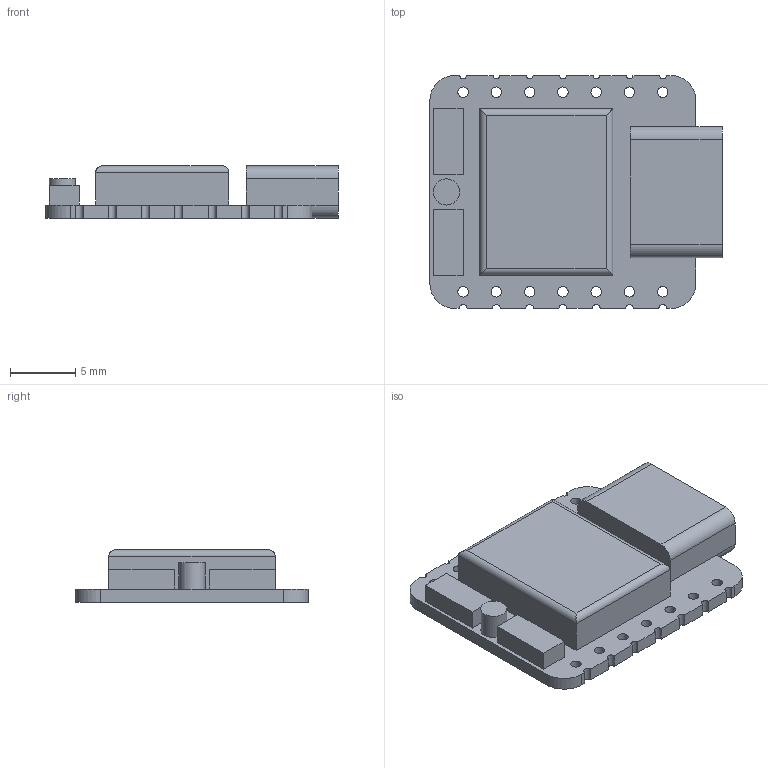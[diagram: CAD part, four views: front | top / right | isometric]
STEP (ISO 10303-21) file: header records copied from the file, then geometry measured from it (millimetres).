
FILE_DESCRIPTION(('FreeCAD Model'),'2;1');
FILE_NAME('Open CASCADE Shape Model','2024-09-15T21:00:22',(''),(''), 'Open CASCADE STEP processor 7.7','FreeCAD','Unknown');
FILE_SCHEMA(('AUTOMOTIVE_DESIGN { 1 0 10303 214 1 1 1 1 }'));
Length unit declared in the file: millimetre
Products named in the file (1): Body002
Bounding box: 22.32 x 17.78 x 4 mm (x, y, z)
Volume: 1000.3 mm3; surface area: 1132.1 mm2
Topology: 1 solids, 1 shells, 91 faces, 248 edges, 167 vertices
Faces by surface type: plane 48, cylinder 41, bspline 2
Full cylindrical faces by diameter (mm): 0.8 x14, 2 x1
Entity records: 3169 total; most frequent: CARTESIAN_POINT 701, DIRECTION 503, ORIENTED_EDGE 500, EDGE_CURVE 250, VERTEX_POINT 169, LINE 169, VECTOR 169, AXIS2_PLACEMENT_3D 167
